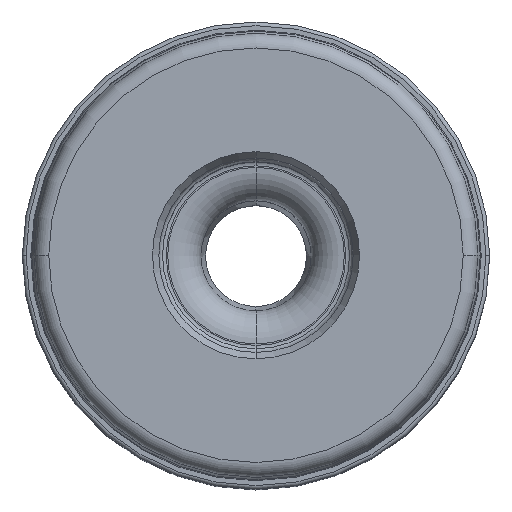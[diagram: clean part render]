
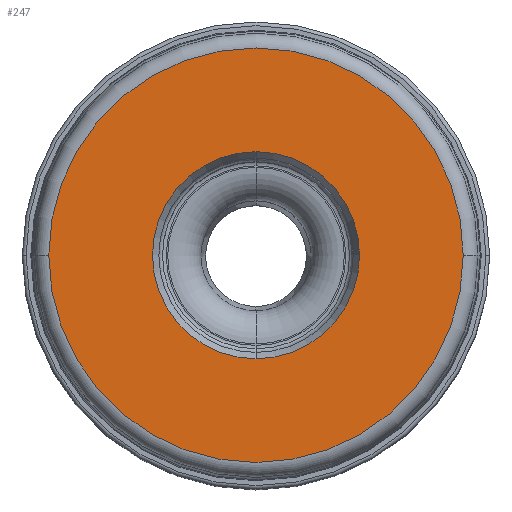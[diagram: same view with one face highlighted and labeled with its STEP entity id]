
A CAD part, top view. The second image highlights one B-rep face of the part: STEP entity #247.
In plain terms, the highlighted planar face has unit normal (0, 0, 1).
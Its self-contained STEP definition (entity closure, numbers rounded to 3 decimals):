
#247=ADVANCED_FACE('',(#298,#299),#287,.F.);
#287=PLANE('',#1575);
#298=FACE_BOUND('',#357,.T.);
#299=FACE_BOUND('',#358,.T.);
#357=EDGE_LOOP('',(#618,#619,#620,#621));
#358=EDGE_LOOP('',(#622,#623));
#618=ORIENTED_EDGE('',*,*,#998,.F.);
#619=ORIENTED_EDGE('',*,*,#996,.F.);
#620=ORIENTED_EDGE('',*,*,#995,.F.);
#621=ORIENTED_EDGE('',*,*,#999,.F.);
#622=ORIENTED_EDGE('',*,*,#1000,.F.);
#623=ORIENTED_EDGE('',*,*,#1001,.F.);
#840=VERTEX_POINT('',#2442);
#841=VERTEX_POINT('',#2444);
#842=VERTEX_POINT('',#2446);
#843=VERTEX_POINT('',#2450);
#844=VERTEX_POINT('',#2454);
#845=VERTEX_POINT('',#2455);
#995=EDGE_CURVE('',#840,#841,#1168,.T.);
#996=EDGE_CURVE('',#841,#842,#1169,.T.);
#998=EDGE_CURVE('',#842,#843,#1171,.T.);
#999=EDGE_CURVE('',#843,#840,#1172,.T.);
#1000=EDGE_CURVE('',#844,#845,#1173,.T.);
#1001=EDGE_CURVE('',#845,#844,#1174,.T.);
#1168=CIRCLE('',#1566,28.162);
#1169=CIRCLE('',#1567,28.162);
#1171=CIRCLE('',#1570,28.162);
#1172=CIRCLE('',#1571,28.162);
#1173=CIRCLE('',#1573,14.066);
#1174=CIRCLE('',#1574,14.066);
#1566=AXIS2_PLACEMENT_3D('',#2443,#1990,#1991);
#1567=AXIS2_PLACEMENT_3D('',#2445,#1992,#1993);
#1570=AXIS2_PLACEMENT_3D('',#2449,#1998,#1999);
#1571=AXIS2_PLACEMENT_3D('',#2451,#2000,#2001);
#1573=AXIS2_PLACEMENT_3D('',#2453,#2004,#2005);
#1574=AXIS2_PLACEMENT_3D('',#2456,#2006,#2007);
#1575=AXIS2_PLACEMENT_3D('',#2457,#2008,#2009);
#1990=DIRECTION('',(0.,0.,-1.));
#1991=DIRECTION('',(1.,0.,0.));
#1992=DIRECTION('',(0.,0.,-1.));
#1993=DIRECTION('',(1.,-0.001,0.));
#1998=DIRECTION('',(0.,0.,-1.));
#1999=DIRECTION('',(-1.,0.,0.));
#2000=DIRECTION('',(0.,0.,-1.));
#2001=DIRECTION('',(-1.,0.001,0.));
#2004=DIRECTION('',(0.,0.,1.));
#2005=DIRECTION('',(0.,-1.,0.));
#2006=DIRECTION('',(0.,0.,1.));
#2007=DIRECTION('',(0.,1.,0.));
#2008=DIRECTION('',(0.,0.,-1.));
#2009=DIRECTION('',(1.,0.,0.));
#2442=CARTESIAN_POINT('',(28.162,0.,0.));
#2443=CARTESIAN_POINT('',(0.,0.,0.));
#2444=CARTESIAN_POINT('',(28.162,-0.02,0.));
#2445=CARTESIAN_POINT('',(0.,0.,0.));
#2446=CARTESIAN_POINT('',(-28.162,0.,0.));
#2449=CARTESIAN_POINT('',(0.,0.,0.));
#2450=CARTESIAN_POINT('',(-28.162,0.02,0.));
#2451=CARTESIAN_POINT('',(0.,0.,0.));
#2453=CARTESIAN_POINT('',(0.,0.,0.));
#2454=CARTESIAN_POINT('',(0.,-14.066,0.));
#2455=CARTESIAN_POINT('',(0.,14.066,0.));
#2456=CARTESIAN_POINT('',(0.,0.,0.));
#2457=CARTESIAN_POINT('',(0.,0.,0.));
